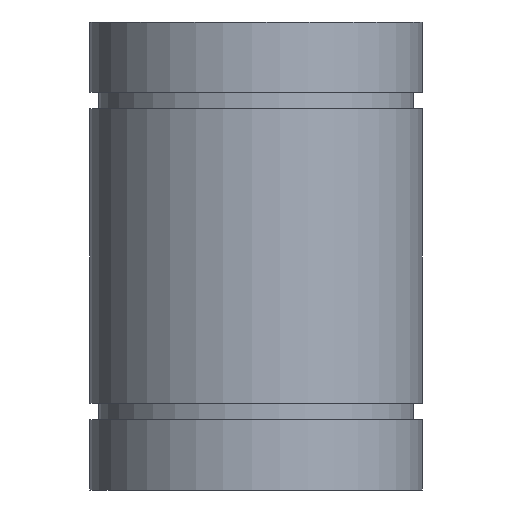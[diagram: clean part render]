
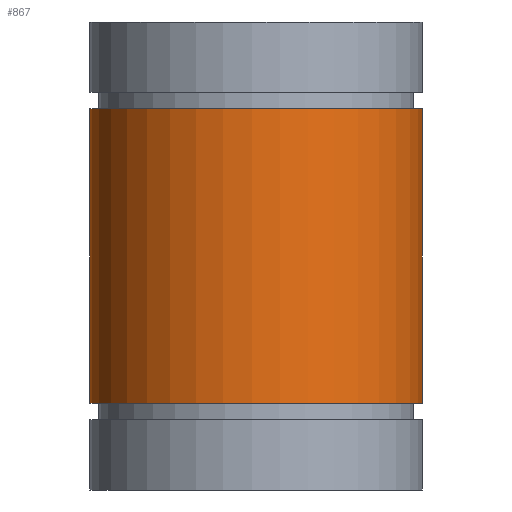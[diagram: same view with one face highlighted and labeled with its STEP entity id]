
A CAD part, left-side view. The second image highlights one B-rep face of the part: STEP entity #867.
In plain terms, the highlighted cylindrical face has radius 16 mm (diameter 32 mm), a partial arc.
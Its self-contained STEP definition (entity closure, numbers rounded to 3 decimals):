
#17 = DIRECTION ( 'NONE',  ( 0., 0., 1. ) ) ;
#20 = DIRECTION ( 'NONE',  ( 1., 0., 0. ) ) ;
#25 = CARTESIAN_POINT ( 'NONE',  ( 0., 0., 0. ) ) ;
#73 = ORIENTED_EDGE ( 'NONE', *, *, #529, .T. ) ;
#85 = EDGE_CURVE ( 'NONE', #229, #235, #580, .T. ) ;
#139 = EDGE_LOOP ( 'NONE', ( #551, #73, #562, #563 ) ) ;
#220 = VERTEX_POINT ( 'NONE', #313 ) ;
#229 = VERTEX_POINT ( 'NONE', #318 ) ;
#235 = VERTEX_POINT ( 'NONE', #324 ) ;
#242 = VERTEX_POINT ( 'NONE', #331 ) ;
#259 = CARTESIAN_POINT ( 'NONE',  ( 0., 0., -36.65 ) ) ;
#261 = DIRECTION ( 'NONE',  ( 0., 0., 1. ) ) ;
#262 = DIRECTION ( 'NONE',  ( 1., 0., 0. ) ) ;
#313 = CARTESIAN_POINT ( 'NONE',  ( 0.839, -15.978, -8.35 ) ) ;
#318 = CARTESIAN_POINT ( 'NONE',  ( 0.839, -15.978, -36.65 ) ) ;
#324 = CARTESIAN_POINT ( 'NONE',  ( -0.839, -15.978, -36.65 ) ) ;
#331 = CARTESIAN_POINT ( 'NONE',  ( -0.839, -15.978, -8.35 ) ) ;
#338 = CARTESIAN_POINT ( 'NONE',  ( 0., 0., -8.35 ) ) ;
#340 = DIRECTION ( 'NONE',  ( 0., 0., 1. ) ) ;
#341 = DIRECTION ( 'NONE',  ( 1., 0., 0. ) ) ;
#349 = CARTESIAN_POINT ( 'NONE',  ( 0.839, -15.978, 0. ) ) ;
#350 = DIRECTION ( 'NONE',  ( 0., 0., -1. ) ) ;
#366 = CARTESIAN_POINT ( 'NONE',  ( -0.839, -15.978, 0. ) ) ;
#367 = DIRECTION ( 'NONE',  ( 0., 0., 1. ) ) ;
#517 = EDGE_CURVE ( 'NONE', #220, #242, #610, .T. ) ;
#521 = EDGE_CURVE ( 'NONE', #220, #229, #614, .T. ) ;
#529 = EDGE_CURVE ( 'NONE', #235, #242, #616, .T. ) ;
#540 = AXIS2_PLACEMENT_3D ( 'NONE', #259, #261, #262 ) ;
#551 = ORIENTED_EDGE ( 'NONE', *, *, #85, .T. ) ;
#562 = ORIENTED_EDGE ( 'NONE', *, *, #517, .F. ) ;
#563 = ORIENTED_EDGE ( 'NONE', *, *, #521, .T. ) ;
#580 = CIRCLE ( 'NONE', #540, 16. ) ;
#610 = CIRCLE ( 'NONE', #787, 16. ) ;
#614 = LINE ( 'NONE', #349, #615 ) ;
#615 = VECTOR ( 'NONE', #350, 1000. ) ;
#616 = LINE ( 'NONE', #366, #626 ) ;
#626 = VECTOR ( 'NONE', #367, 1000. ) ;
#768 = AXIS2_PLACEMENT_3D ( 'NONE', #25, #17, #20 ) ;
#787 = AXIS2_PLACEMENT_3D ( 'NONE', #338, #340, #341 ) ;
#832 = CYLINDRICAL_SURFACE ( 'NONE', #768, 16. ) ;
#838 = FACE_OUTER_BOUND ( 'NONE', #139, .T. ) ;
#867 = ADVANCED_FACE ( 'NONE', ( #838 ), #832, .T. ) ;
